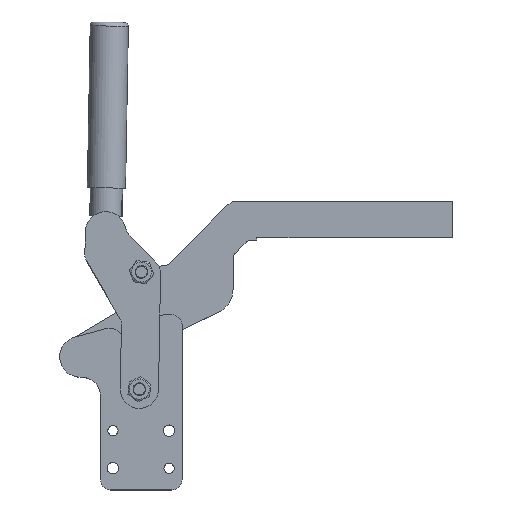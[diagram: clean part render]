
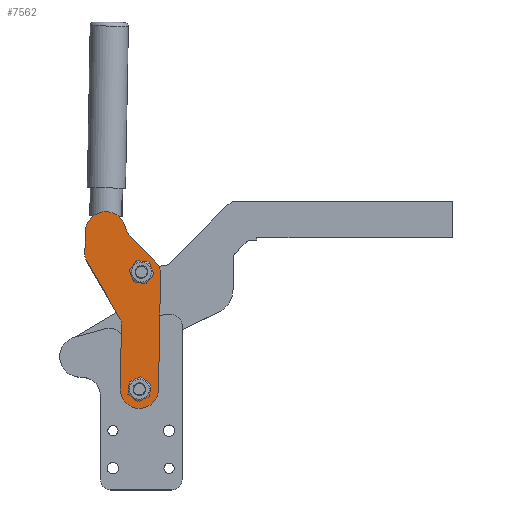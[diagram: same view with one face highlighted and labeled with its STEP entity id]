
A CAD part, top view. The second image highlights one B-rep face of the part: STEP entity #7562.
In plain terms, the highlighted planar face has unit normal (0, 0, 1).
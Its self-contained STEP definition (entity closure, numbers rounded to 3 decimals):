
#4798=CARTESIAN_POINT('',(-14.805,629.585,69.55));
#4799=VERTEX_POINT('',#4798);
#4808=CARTESIAN_POINT('',(-24.444,617.32,69.55));
#4809=VERTEX_POINT('',#4808);
#4810=CARTESIAN_POINT('',(-19.625,623.453,69.55));
#4811=DIRECTION('',(0.,0.,1.0));
#4812=DIRECTION('',(0.618,0.786,0.));
#4813=AXIS2_PLACEMENT_3D('',#4810,#4811,#4812);
#4814=CIRCLE('',#4813,7.8);
#4815=EDGE_CURVE('',#4799,#4809,#4814,.T.);
#5202=CARTESIAN_POINT('',(-22.15,523.8,69.55));
#5203=VERTEX_POINT('',#5202);
#5212=CARTESIAN_POINT('',(-20.338,539.294,69.55));
#5213=VERTEX_POINT('',#5212);
#5214=CARTESIAN_POINT('',(-21.244,531.547,69.55));
#5215=DIRECTION('',(0.,0.,1.0));
#5216=DIRECTION('',(-0.116,-0.993,0.));
#5217=AXIS2_PLACEMENT_3D('',#5214,#5215,#5216);
#5218=CIRCLE('',#5217,7.8);
#5219=EDGE_CURVE('',#5203,#5213,#5218,.T.);
#6379=CARTESIAN_POINT('',(-21.244,531.547,69.55));
#6380=DIRECTION('',(0.,0.,1.0));
#6381=DIRECTION('',(-0.116,-0.993,0.));
#6382=AXIS2_PLACEMENT_3D('',#6379,#6380,#6381);
#6383=CIRCLE('',#6382,7.8);
#6384=EDGE_CURVE('',#5213,#5203,#6383,.T.);
#6739=CARTESIAN_POINT('',(-19.625,623.453,69.55));
#6740=DIRECTION('',(0.,0.,1.0));
#6741=DIRECTION('',(0.618,0.786,0.));
#6742=AXIS2_PLACEMENT_3D('',#6739,#6740,#6741);
#6743=CIRCLE('',#6742,7.8);
#6744=EDGE_CURVE('',#4809,#4799,#6743,.T.);
#7271=CARTESIAN_POINT('',(-36.242,531.811,69.55));
#7272=VERTEX_POINT('',#7271);
#7273=CARTESIAN_POINT('',(-35.353,582.222,69.55));
#7274=VERTEX_POINT('',#7273);
#7275=CARTESIAN_POINT('',(-36.242,531.811,69.55));
#7276=DIRECTION('',(0.018,1.,0.));
#7277=VECTOR('',#7276,50.418);
#7278=LINE('',#7275,#7277);
#7279=EDGE_CURVE('',#7272,#7274,#7278,.T.);
#7302=CARTESIAN_POINT('',(-6.246,531.283,69.55));
#7303=VERTEX_POINT('',#7302);
#7304=CARTESIAN_POINT('',(-21.244,531.547,69.55));
#7305=DIRECTION('',(0.,0.,-1.0));
#7306=DIRECTION('',(1.,-0.018,0.));
#7307=AXIS2_PLACEMENT_3D('',#7304,#7305,#7306);
#7308=CIRCLE('',#7307,15.);
#7309=EDGE_CURVE('',#7303,#7272,#7308,.T.);
#7327=CARTESIAN_POINT('',(-4.658,621.422,69.55));
#7328=VERTEX_POINT('',#7327);
#7329=CARTESIAN_POINT('',(-4.658,621.422,69.55));
#7330=DIRECTION('',(-0.018,-1.,0.));
#7331=VECTOR('',#7330,90.154);
#7332=LINE('',#7329,#7331);
#7333=EDGE_CURVE('',#7328,#7303,#7332,.T.);
#7351=CARTESIAN_POINT('',(-9.029,632.273,69.55));
#7352=VERTEX_POINT('',#7351);
#7353=CARTESIAN_POINT('',(-19.656,621.687,69.55));
#7354=DIRECTION('',(0.,0.,-1.0));
#7355=DIRECTION('',(-1.,0.018,0.));
#7356=AXIS2_PLACEMENT_3D('',#7353,#7354,#7355);
#7357=CIRCLE('',#7356,15.);
#7358=EDGE_CURVE('',#7352,#7328,#7357,.T.);
#7376=CARTESIAN_POINT('',(-28.193,651.511,69.55));
#7377=VERTEX_POINT('',#7376);
#7378=CARTESIAN_POINT('',(-28.193,651.511,69.55));
#7379=DIRECTION('',(0.706,-0.708,0.0));
#7380=VECTOR('',#7379,27.155);
#7381=LINE('',#7378,#7380);
#7382=EDGE_CURVE('',#7377,#7352,#7381,.T.);
#7400=CARTESIAN_POINT('',(-32.155,658.606,69.55));
#7401=VERTEX_POINT('',#7400);
#7402=CARTESIAN_POINT('',(-17.566,662.097,69.55));
#7403=DIRECTION('',(0.,0.,1.0));
#7404=DIRECTION('',(-0.973,-0.233,0.));
#7405=AXIS2_PLACEMENT_3D('',#7402,#7403,#7404);
#7406=CIRCLE('',#7405,15.);
#7407=EDGE_CURVE('',#7401,#7377,#7406,.T.);
#7425=CARTESIAN_POINT('',(-63.713,655.164,69.55));
#7426=VERTEX_POINT('',#7425);
#7427=CARTESIAN_POINT('',(-47.715,654.883,69.55));
#7428=DIRECTION('',(0.,0.,-1.));
#7429=DIRECTION('',(-0.973,-0.233,0.));
#7430=AXIS2_PLACEMENT_3D('',#7427,#7428,#7429);
#7431=CIRCLE('',#7430,16.0);
#7432=EDGE_CURVE('',#7426,#7401,#7431,.T.);
#7450=CARTESIAN_POINT('',(-64.025,637.435,69.55));
#7451=VERTEX_POINT('',#7450);
#7452=CARTESIAN_POINT('',(-64.025,637.435,69.55));
#7453=DIRECTION('',(0.018,1.,0.0));
#7454=VECTOR('',#7453,17.732);
#7455=LINE('',#7452,#7454);
#7456=EDGE_CURVE('',#7451,#7426,#7455,.T.);
#7474=CARTESIAN_POINT('',(-62.679,632.246,69.55));
#7475=VERTEX_POINT('',#7474);
#7476=CARTESIAN_POINT('',(-54.027,637.259,69.55));
#7477=DIRECTION('',(0.,0.,-1.));
#7478=DIRECTION('',(1.,-0.018,0.));
#7479=AXIS2_PLACEMENT_3D('',#7476,#7477,#7478);
#7480=CIRCLE('',#7479,10.0);
#7481=EDGE_CURVE('',#7475,#7451,#7480,.T.);
#7499=CARTESIAN_POINT('',(-36.699,587.412,69.55));
#7500=VERTEX_POINT('',#7499);
#7501=CARTESIAN_POINT('',(-36.699,587.412,69.55));
#7502=DIRECTION('',(-0.501,0.865,0.));
#7503=VECTOR('',#7502,51.817);
#7504=LINE('',#7501,#7503);
#7505=EDGE_CURVE('',#7500,#7475,#7504,.T.);
#7523=CARTESIAN_POINT('',(-45.352,582.398,69.55));
#7524=DIRECTION('',(0.,0.,1.));
#7525=DIRECTION('',(1.,-0.018,0.));
#7526=AXIS2_PLACEMENT_3D('',#7523,#7524,#7525);
#7527=CIRCLE('',#7526,10.0);
#7528=EDGE_CURVE('',#7274,#7500,#7527,.T.);
#7536=CARTESIAN_POINT('',(-29.409,595.64,69.55));
#7537=DIRECTION('',(0.0,0.0,1.0));
#7538=DIRECTION('',(1.,-0.018,0.0));
#7539=AXIS2_PLACEMENT_3D('',#7536,#7537,#7538);
#7540=PLANE('',#7539);
#7541=ORIENTED_EDGE('',*,*,#7528,.F.);
#7542=ORIENTED_EDGE('',*,*,#7279,.F.);
#7543=ORIENTED_EDGE('',*,*,#7309,.F.);
#7544=ORIENTED_EDGE('',*,*,#7333,.F.);
#7545=ORIENTED_EDGE('',*,*,#7358,.F.);
#7546=ORIENTED_EDGE('',*,*,#7382,.F.);
#7547=ORIENTED_EDGE('',*,*,#7407,.F.);
#7548=ORIENTED_EDGE('',*,*,#7432,.F.);
#7549=ORIENTED_EDGE('',*,*,#7456,.F.);
#7550=ORIENTED_EDGE('',*,*,#7481,.F.);
#7551=ORIENTED_EDGE('',*,*,#7505,.F.);
#7552=EDGE_LOOP('',(#7541,#7542,#7543,#7544,#7545,#7546,#7547,#7548,#7549,#7550,#7551));
#7553=FACE_OUTER_BOUND('',#7552,.T.);
#7554=ORIENTED_EDGE('',*,*,#4815,.F.);
#7555=ORIENTED_EDGE('',*,*,#6744,.F.);
#7556=EDGE_LOOP('',(#7554,#7555));
#7557=FACE_BOUND('',#7556,.T.);
#7558=ORIENTED_EDGE('',*,*,#5219,.F.);
#7559=ORIENTED_EDGE('',*,*,#6384,.F.);
#7560=EDGE_LOOP('',(#7558,#7559));
#7561=FACE_BOUND('',#7560,.T.);
#7562=ADVANCED_FACE('',(#7553,#7557,#7561),#7540,.T.);
